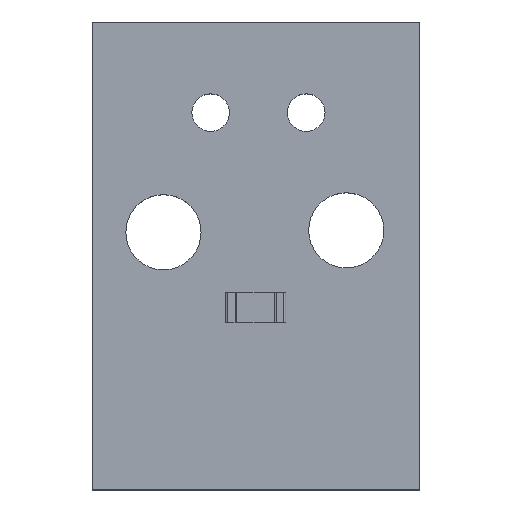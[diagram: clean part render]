
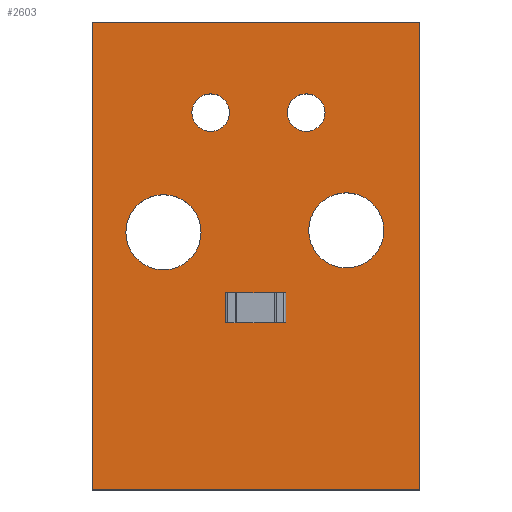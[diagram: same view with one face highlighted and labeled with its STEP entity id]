
A CAD part, top view. The second image highlights one B-rep face of the part: STEP entity #2603.
In plain terms, the highlighted planar face has unit normal (0, 0, 1).
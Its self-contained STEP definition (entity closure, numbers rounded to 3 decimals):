
#2447 = VERTEX_POINT('',#2448);
#2448 = CARTESIAN_POINT('',(145.92,-97.41,1.6));
#2454 = EDGE_CURVE('',#2447,#2455,#2457,.T.);
#2455 = VERTEX_POINT('',#2456);
#2456 = CARTESIAN_POINT('',(137.2,-97.41,1.6));
#2457 = LINE('',#2458,#2459);
#2458 = CARTESIAN_POINT('',(145.92,-97.41,1.6));
#2459 = VECTOR('',#2460,1.);
#2460 = DIRECTION('',(-1.,0.,0.));
#2487 = VERTEX_POINT('',#2488);
#2488 = CARTESIAN_POINT('',(145.92,-84.97,1.6));
#2494 = EDGE_CURVE('',#2487,#2447,#2495,.T.);
#2495 = LINE('',#2496,#2497);
#2496 = CARTESIAN_POINT('',(145.92,-84.97,1.6));
#2497 = VECTOR('',#2498,1.);
#2498 = DIRECTION('',(0.,-1.,0.));
#2516 = EDGE_CURVE('',#2455,#2517,#2519,.T.);
#2517 = VERTEX_POINT('',#2518);
#2518 = CARTESIAN_POINT('',(137.2,-84.97,1.6));
#2519 = LINE('',#2520,#2521);
#2520 = CARTESIAN_POINT('',(137.2,-97.41,1.6));
#2521 = VECTOR('',#2522,1.);
#2522 = DIRECTION('',(0.,1.,0.));
#2603 = ADVANCED_FACE('',(#2604,#2615,#2626,#2637,#2648),#2659,.F.);
#2604 = FACE_BOUND('',#2605,.F.);
#2605 = EDGE_LOOP('',(#2606,#2607,#2608,#2614));
#2606 = ORIENTED_EDGE('',*,*,#2454,.T.);
#2607 = ORIENTED_EDGE('',*,*,#2516,.T.);
#2608 = ORIENTED_EDGE('',*,*,#2609,.T.);
#2609 = EDGE_CURVE('',#2517,#2487,#2610,.T.);
#2610 = LINE('',#2611,#2612);
#2611 = CARTESIAN_POINT('',(137.2,-84.97,1.6));
#2612 = VECTOR('',#2613,1.);
#2613 = DIRECTION('',(1.,0.,0.));
#2614 = ORIENTED_EDGE('',*,*,#2494,.T.);
#2615 = FACE_BOUND('',#2616,.F.);
#2616 = EDGE_LOOP('',(#2617));
#2617 = ORIENTED_EDGE('',*,*,#2618,.F.);
#2618 = EDGE_CURVE('',#2619,#2619,#2621,.T.);
#2619 = VERTEX_POINT('',#2620);
#2620 = CARTESIAN_POINT('',(143.96,-91.51,1.6));
#2621 = CIRCLE('',#2622,1.);
#2622 = AXIS2_PLACEMENT_3D('',#2623,#2624,#2625);
#2623 = CARTESIAN_POINT('',(143.96,-90.51,1.6));
#2624 = DIRECTION('',(-0.,0.,-1.));
#2625 = DIRECTION('',(-0.,-1.,0.));
#2626 = FACE_BOUND('',#2627,.F.);
#2627 = EDGE_LOOP('',(#2628));
#2628 = ORIENTED_EDGE('',*,*,#2629,.F.);
#2629 = EDGE_CURVE('',#2630,#2630,#2632,.T.);
#2630 = VERTEX_POINT('',#2631);
#2631 = CARTESIAN_POINT('',(139.1,-91.56,1.6));
#2632 = CIRCLE('',#2633,1.);
#2633 = AXIS2_PLACEMENT_3D('',#2634,#2635,#2636);
#2634 = CARTESIAN_POINT('',(139.1,-90.56,1.6));
#2635 = DIRECTION('',(-0.,0.,-1.));
#2636 = DIRECTION('',(-0.,-1.,0.));
#2637 = FACE_BOUND('',#2638,.F.);
#2638 = EDGE_LOOP('',(#2639));
#2639 = ORIENTED_EDGE('',*,*,#2640,.F.);
#2640 = EDGE_CURVE('',#2641,#2641,#2643,.T.);
#2641 = VERTEX_POINT('',#2642);
#2642 = CARTESIAN_POINT('',(142.895,-87.88,1.6));
#2643 = CIRCLE('',#2644,0.5);
#2644 = AXIS2_PLACEMENT_3D('',#2645,#2646,#2647);
#2645 = CARTESIAN_POINT('',(142.895,-87.38,1.6));
#2646 = DIRECTION('',(-0.,0.,-1.));
#2647 = DIRECTION('',(-0.,-1.,0.));
#2648 = FACE_BOUND('',#2649,.F.);
#2649 = EDGE_LOOP('',(#2650));
#2650 = ORIENTED_EDGE('',*,*,#2651,.F.);
#2651 = EDGE_CURVE('',#2652,#2652,#2654,.T.);
#2652 = VERTEX_POINT('',#2653);
#2653 = CARTESIAN_POINT('',(140.355,-87.88,1.6));
#2654 = CIRCLE('',#2655,0.5);
#2655 = AXIS2_PLACEMENT_3D('',#2656,#2657,#2658);
#2656 = CARTESIAN_POINT('',(140.355,-87.38,1.6));
#2657 = DIRECTION('',(-0.,0.,-1.));
#2658 = DIRECTION('',(-0.,-1.,0.));
#2659 = PLANE('',#2660);
#2660 = AXIS2_PLACEMENT_3D('',#2661,#2662,#2663);
#2661 = CARTESIAN_POINT('',(141.56,-91.19,1.6));
#2662 = DIRECTION('',(-0.,-0.,-1.));
#2663 = DIRECTION('',(-1.,0.,0.));
